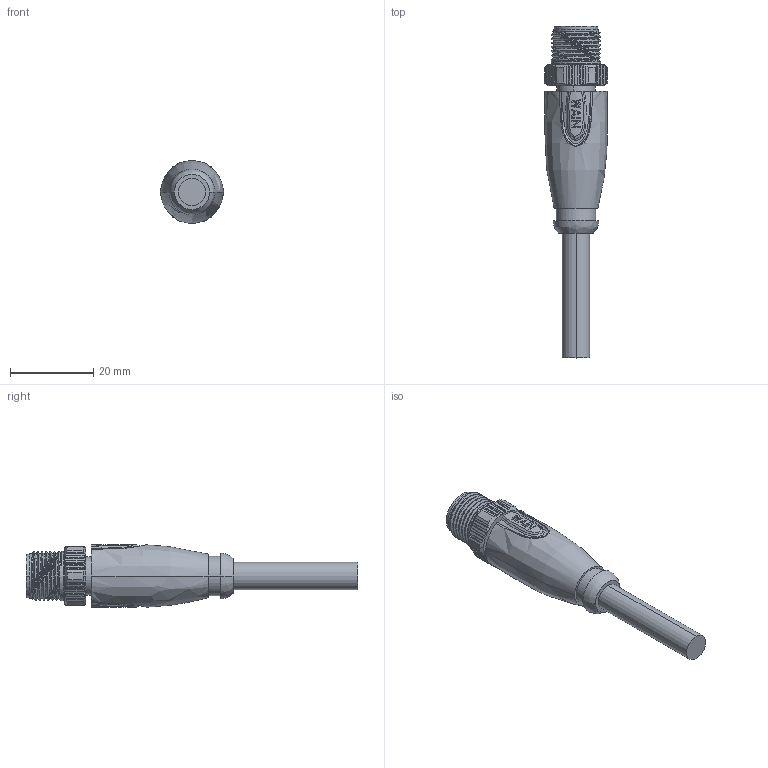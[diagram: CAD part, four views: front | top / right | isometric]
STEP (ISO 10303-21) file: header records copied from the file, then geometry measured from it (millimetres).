
FILE_DESCRIPTION(/* description */ (''),/* implementation_level */ '2;1');
FILE_NAME(/* name */ 'QQQQ.stp',/* time_stamp */ '2024-01-09T17:05:30+08:00',/* author */ (''),/* organization */ (''),/* preprocessor_version */ 'ST-DEVELOPER v18.1',/* originating_system */ 'SIEMENS PLM Software NX 1980',/* authorisation */ '');
FILE_SCHEMA (('AUTOMOTIVE_DESIGN { 1 0 10303 214 3 1 1 1 }'));
Length unit declared in the file: millimetre
Products named in the file (1): qqqq
Bounding box: 15.2 x 79.7 x 15 mm (x, y, z)
Volume: 40.8 mm3; surface area: 4318.3 mm2
Topology: 6 solids, 7 shells, 569 faces, 1599 edges, 1072 vertices
Faces by surface type: plane 253, cylinder 209, cone 41, torus 30, bspline 15, sphere 14, revolution 5, extrusion 2
Full cylindrical faces by diameter (mm): 2 x1, 9.854 x1, 10 x1, 10.8 x1, 11.89 x7
Entity records: 25533 total; most frequent: CARTESIAN_POINT 10082, ORIENTED_EDGE 3136, DIRECTION 2408, EDGE_CURVE 1568, VERTEX_POINT 1068, AXIS2_PLACEMENT_3D 913, B_SPLINE_CURVE_WITH_KNOTS 629, EDGE_LOOP 616
